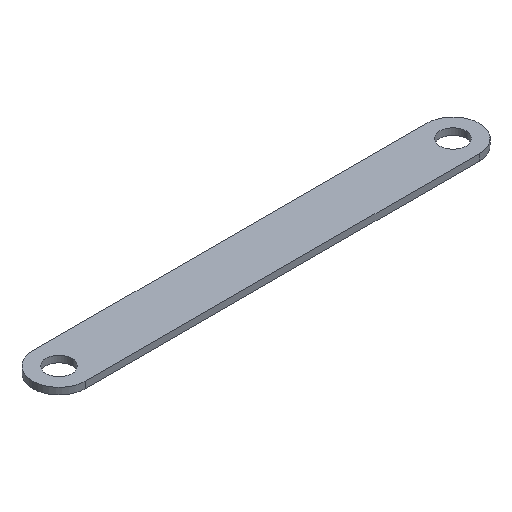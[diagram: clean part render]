
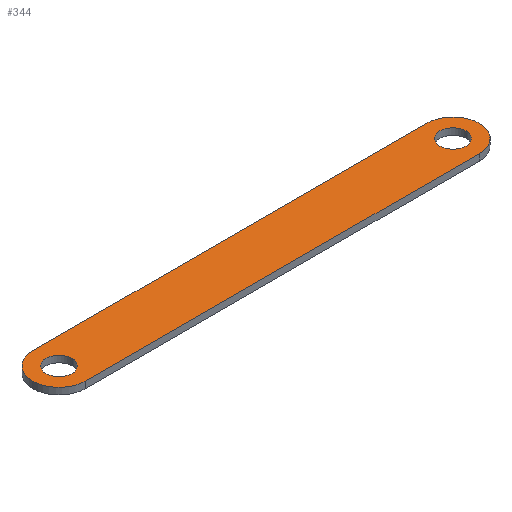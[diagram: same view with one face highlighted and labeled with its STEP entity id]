
A CAD part, isometric view. The second image highlights one B-rep face of the part: STEP entity #344.
In plain terms, the highlighted planar face has unit normal (0, 0, 1).
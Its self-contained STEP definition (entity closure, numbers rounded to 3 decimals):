
#1 = AXIS2_PLACEMENT_3D ( 'NONE', #343, #196, #319 ) ;
#5 = LINE ( 'NONE', #83, #111 ) ;
#14 = AXIS2_PLACEMENT_3D ( 'NONE', #293, #294, #291 ) ;
#19 = VECTOR ( 'NONE', #109, 1000. ) ;
#21 = ORIENTED_EDGE ( 'NONE', *, *, #175, .F. ) ;
#22 = CARTESIAN_POINT ( 'NONE',  ( 300., 0., 5. ) ) ;
#30 = ORIENTED_EDGE ( 'NONE', *, *, #247, .T. ) ;
#43 = DIRECTION ( 'NONE',  ( 0., 0., 1. ) ) ;
#53 = PLANE ( 'NONE',  #106 ) ;
#54 = EDGE_CURVE ( 'NONE', #185, #142, #382, .T. ) ;
#59 = VERTEX_POINT ( 'NONE', #308 ) ;
#78 = VERTEX_POINT ( 'NONE', #373 ) ;
#80 = DIRECTION ( 'NONE',  ( 0., 0., 1. ) ) ;
#83 = CARTESIAN_POINT ( 'NONE',  ( 0., -20., 5. ) ) ;
#85 = CARTESIAN_POINT ( 'NONE',  ( 10., 0., 5. ) ) ;
#89 = CARTESIAN_POINT ( 'NONE',  ( 0., 0., 5. ) ) ;
#91 = AXIS2_PLACEMENT_3D ( 'NONE', #292, #43, #110 ) ;
#93 = DIRECTION ( 'NONE',  ( 1., 0., 0. ) ) ;
#98 = ORIENTED_EDGE ( 'NONE', *, *, #240, .T. ) ;
#103 = CARTESIAN_POINT ( 'NONE',  ( 290., 0., 5. ) ) ;
#106 = AXIS2_PLACEMENT_3D ( 'NONE', #89, #178, #93 ) ;
#109 = DIRECTION ( 'NONE',  ( -1., 0., 0. ) ) ;
#110 = DIRECTION ( 'NONE',  ( 1., 0., 0. ) ) ;
#111 = VECTOR ( 'NONE', #350, 1000. ) ;
#118 = ORIENTED_EDGE ( 'NONE', *, *, #135, .T. ) ;
#121 = EDGE_CURVE ( 'NONE', #202, #275, #224, .T. ) ;
#125 = VERTEX_POINT ( 'NONE', #162 ) ;
#126 = CARTESIAN_POINT ( 'NONE',  ( 300., 0., 5. ) ) ;
#131 = ORIENTED_EDGE ( 'NONE', *, *, #302, .T. ) ;
#134 = CARTESIAN_POINT ( 'NONE',  ( 310., 0., 5. ) ) ;
#135 = EDGE_CURVE ( 'NONE', #367, #125, #329, .T. ) ;
#137 = CIRCLE ( 'NONE', #278, 10. ) ;
#142 = VERTEX_POINT ( 'NONE', #103 ) ;
#145 = VERTEX_POINT ( 'NONE', #169 ) ;
#148 = LINE ( 'NONE', #349, #19 ) ;
#160 = CIRCLE ( 'NONE', #234, 10. ) ;
#162 = CARTESIAN_POINT ( 'NONE',  ( 300., 20., 5. ) ) ;
#169 = CARTESIAN_POINT ( 'NONE',  ( 0., -20., 5. ) ) ;
#174 = CIRCLE ( 'NONE', #91, 20. ) ;
#175 = EDGE_CURVE ( 'NONE', #275, #202, #160, .T. ) ;
#178 = DIRECTION ( 'NONE',  ( 0., 0., 1. ) ) ;
#185 = VERTEX_POINT ( 'NONE', #134 ) ;
#191 = EDGE_CURVE ( 'NONE', #59, #78, #263, .T. ) ;
#196 = DIRECTION ( 'NONE',  ( 0., 0., 1. ) ) ;
#202 = VERTEX_POINT ( 'NONE', #227 ) ;
#208 = EDGE_LOOP ( 'NONE', ( #317, #21 ) ) ;
#213 = FACE_OUTER_BOUND ( 'NONE', #267, .T. ) ;
#224 = CIRCLE ( 'NONE', #1, 10. ) ;
#227 = CARTESIAN_POINT ( 'NONE',  ( -10., 0., 5. ) ) ;
#231 = ORIENTED_EDGE ( 'NONE', *, *, #54, .F. ) ;
#234 = AXIS2_PLACEMENT_3D ( 'NONE', #258, #80, #387 ) ;
#239 = AXIS2_PLACEMENT_3D ( 'NONE', #283, #314, #248 ) ;
#240 = EDGE_CURVE ( 'NONE', #145, #367, #5, .T. ) ;
#244 = ORIENTED_EDGE ( 'NONE', *, *, #330, .F. ) ;
#247 = EDGE_CURVE ( 'NONE', #78, #145, #174, .T. ) ;
#248 = DIRECTION ( 'NONE',  ( 1., 0., 0. ) ) ;
#258 = CARTESIAN_POINT ( 'NONE',  ( 0., 0., 5. ) ) ;
#260 = DIRECTION ( 'NONE',  ( 0., 0., 1. ) ) ;
#263 = CIRCLE ( 'NONE', #14, 20. ) ;
#267 = EDGE_LOOP ( 'NONE', ( #272, #30, #98, #118, #131 ) ) ;
#272 = ORIENTED_EDGE ( 'NONE', *, *, #191, .T. ) ;
#275 = VERTEX_POINT ( 'NONE', #85 ) ;
#276 = FACE_BOUND ( 'NONE', #208, .T. ) ;
#278 = AXIS2_PLACEMENT_3D ( 'NONE', #22, #260, #326 ) ;
#282 = DIRECTION ( 'NONE',  ( 0., 0., 1. ) ) ;
#283 = CARTESIAN_POINT ( 'NONE',  ( 300., 0., 5. ) ) ;
#287 = DIRECTION ( 'NONE',  ( 1., 0., 0. ) ) ;
#291 = DIRECTION ( 'NONE',  ( 1., 0., 0. ) ) ;
#292 = CARTESIAN_POINT ( 'NONE',  ( 0., 0., 5. ) ) ;
#293 = CARTESIAN_POINT ( 'NONE',  ( 0., 0., 5. ) ) ;
#294 = DIRECTION ( 'NONE',  ( 0., 0., 1. ) ) ;
#297 = AXIS2_PLACEMENT_3D ( 'NONE', #126, #282, #287 ) ;
#299 = CARTESIAN_POINT ( 'NONE',  ( 300., -20., 5. ) ) ;
#302 = EDGE_CURVE ( 'NONE', #125, #59, #148, .T. ) ;
#306 = EDGE_LOOP ( 'NONE', ( #244, #231 ) ) ;
#308 = CARTESIAN_POINT ( 'NONE',  ( 0., 20., 5. ) ) ;
#314 = DIRECTION ( 'NONE',  ( 0., 0., 1. ) ) ;
#317 = ORIENTED_EDGE ( 'NONE', *, *, #121, .F. ) ;
#319 = DIRECTION ( 'NONE',  ( 1., 0., 0. ) ) ;
#326 = DIRECTION ( 'NONE',  ( 1., 0., 0. ) ) ;
#329 = CIRCLE ( 'NONE', #239, 20. ) ;
#330 = EDGE_CURVE ( 'NONE', #142, #185, #137, .T. ) ;
#343 = CARTESIAN_POINT ( 'NONE',  ( 0., 0., 5. ) ) ;
#344 = ADVANCED_FACE ( 'NONE', ( #276, #213, #365 ), #53, .T. ) ;
#349 = CARTESIAN_POINT ( 'NONE',  ( 0., 20., 5. ) ) ;
#350 = DIRECTION ( 'NONE',  ( 1., 0., 0. ) ) ;
#365 = FACE_BOUND ( 'NONE', #306, .T. ) ;
#367 = VERTEX_POINT ( 'NONE', #299 ) ;
#373 = CARTESIAN_POINT ( 'NONE',  ( -20., 0., 5. ) ) ;
#382 = CIRCLE ( 'NONE', #297, 10. ) ;
#387 = DIRECTION ( 'NONE',  ( 1., 0., 0. ) ) ;
